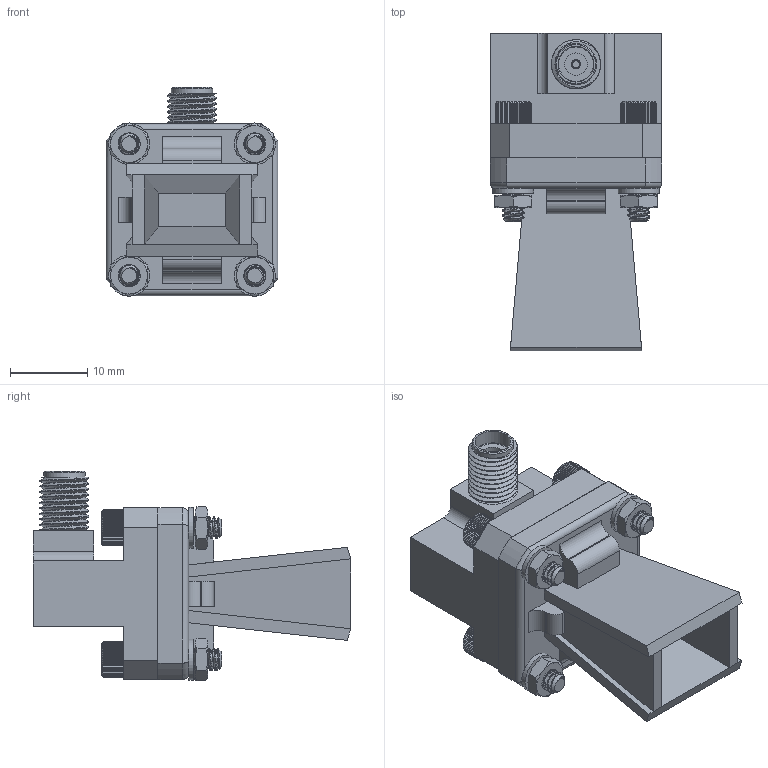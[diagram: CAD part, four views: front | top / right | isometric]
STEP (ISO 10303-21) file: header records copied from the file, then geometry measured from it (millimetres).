
FILE_DESCRIPTION (( 'STEP AP214' ), '1' );
FILE_NAME ('FM9851B-2F-10_3D.STEP', '2021-01-06T17:58:10', ( '' ), ( '' ), 'SwSTEP 2.0', 'SolidWorks 2018', '' );
FILE_SCHEMA (( 'AUTOMOTIVE_DESIGN' ));
Length unit declared in the file: inch
Products named in the file (6): PE9851B-10; 4-40HN-NARROW_90760A210; 4-LW; PE9827; 4-40SH-HXx.5_92196A110; FM9851B-2F-10_3D
Assembly tree (14 placements, depth 2):
  FM9851B-2F-10_3D
    PE9827
    PE9851B-10
    4-40SH-HXx.5_92196A110  x4
    4-LW  x4
    4-40HN-NARROW_90760A210  x4
Bounding box: 22.23 x 41.07 x 27.12 mm (x, y, z)
Volume: 7912 mm3; surface area: 8007.3 mm2
Topology: 14 solids, 16 shells, 1135 faces, 2664 edges, 1573 vertices
Faces by surface type: plane 685, cone 354, cylinder 64, bspline 28, torus 4
Full cylindrical faces by diameter (mm): 0.914 x1, 1.168 x1, 2.646 x6, 2.794 x2, 2.92 x1, 2.946 x4, 3.023 x1, 3.048 x3, 4.623 x1, 5.334 x1
Entity records: 18661 total; most frequent: CARTESIAN_POINT 9191, ORIENTED_EDGE 2016, DIRECTION 1674, EDGE_CURVE 1008, VERTEX_POINT 632, AXIS2_PLACEMENT_3D 629, EDGE_LOOP 488, FACE_OUTER_BOUND 444
